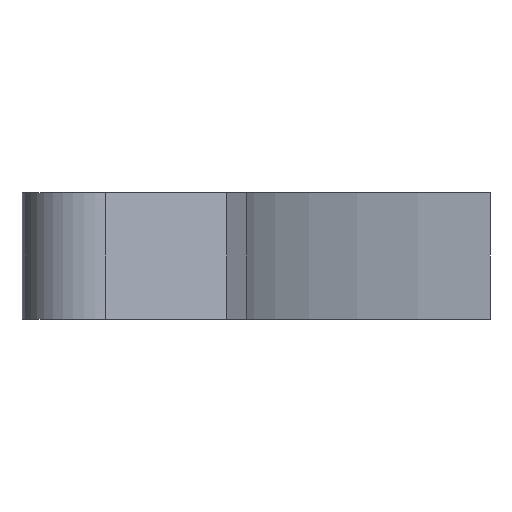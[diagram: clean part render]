
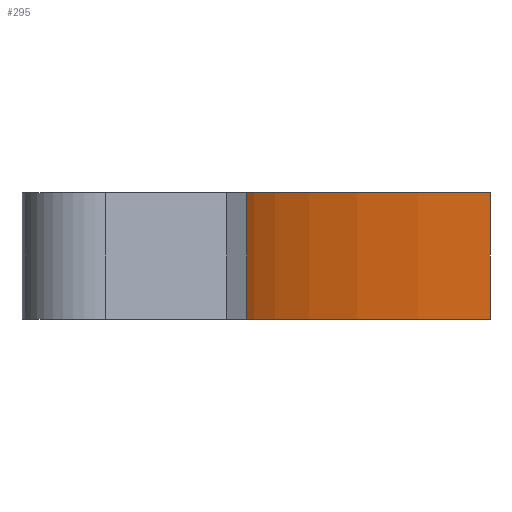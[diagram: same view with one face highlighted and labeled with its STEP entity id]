
A CAD part, front view. The second image highlights one B-rep face of the part: STEP entity #295.
In plain terms, the highlighted cylindrical face has radius 165 mm (diameter 330 mm), a partial arc.
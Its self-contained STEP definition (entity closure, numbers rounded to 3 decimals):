
#44=FACE_OUTER_BOUND('',#67,.T.);
#67=EDGE_LOOP('',(#269,#270,#271,#272));
#84=LINE('',#504,#107);
#90=LINE('',#516,#113);
#107=VECTOR('',#416,10.);
#113=VECTOR('',#434,10.);
#118=CIRCLE('',#326,165.);
#124=CIRCLE('',#335,165.);
#140=VERTEX_POINT('',#462);
#141=VERTEX_POINT('',#464);
#149=VERTEX_POINT('',#486);
#150=VERTEX_POINT('',#488);
#168=EDGE_CURVE('',#141,#140,#118,.T.);
#180=EDGE_CURVE('',#149,#150,#124,.T.);
#188=EDGE_CURVE('',#141,#149,#84,.T.);
#194=EDGE_CURVE('',#140,#150,#90,.T.);
#269=ORIENTED_EDGE('',*,*,#168,.T.);
#270=ORIENTED_EDGE('',*,*,#194,.T.);
#271=ORIENTED_EDGE('',*,*,#180,.F.);
#272=ORIENTED_EDGE('',*,*,#188,.F.);
#280=CYLINDRICAL_SURFACE('',#349,165.);
#295=ADVANCED_FACE('',(#44),#280,.F.);
#326=AXIS2_PLACEMENT_3D('',#465,#374,#375);
#335=AXIS2_PLACEMENT_3D('',#489,#398,#399);
#349=AXIS2_PLACEMENT_3D('',#517,#435,#436);
#374=DIRECTION('center_axis',(0.,0.,-1.));
#375=DIRECTION('ref_axis',(-1.,0.,0.));
#398=DIRECTION('center_axis',(0.,0.,-1.));
#399=DIRECTION('ref_axis',(-1.,0.,0.));
#416=DIRECTION('',(0.,0.,1.));
#434=DIRECTION('',(0.,0.,1.));
#435=DIRECTION('center_axis',(0.,0.,1.));
#436=DIRECTION('ref_axis',(-1.,0.,0.));
#462=CARTESIAN_POINT('',(-126.387,106.072,0.));
#464=CARTESIAN_POINT('',(-165.,0.,0.));
#465=CARTESIAN_POINT('Origin',(0.,0.,0.));
#486=CARTESIAN_POINT('',(-165.,0.,20.));
#488=CARTESIAN_POINT('',(-126.387,106.072,20.));
#489=CARTESIAN_POINT('Origin',(0.,0.,20.));
#504=CARTESIAN_POINT('',(-165.,0.,0.));
#516=CARTESIAN_POINT('',(-126.387,106.072,0.));
#517=CARTESIAN_POINT('Origin',(0.,0.,0.));
